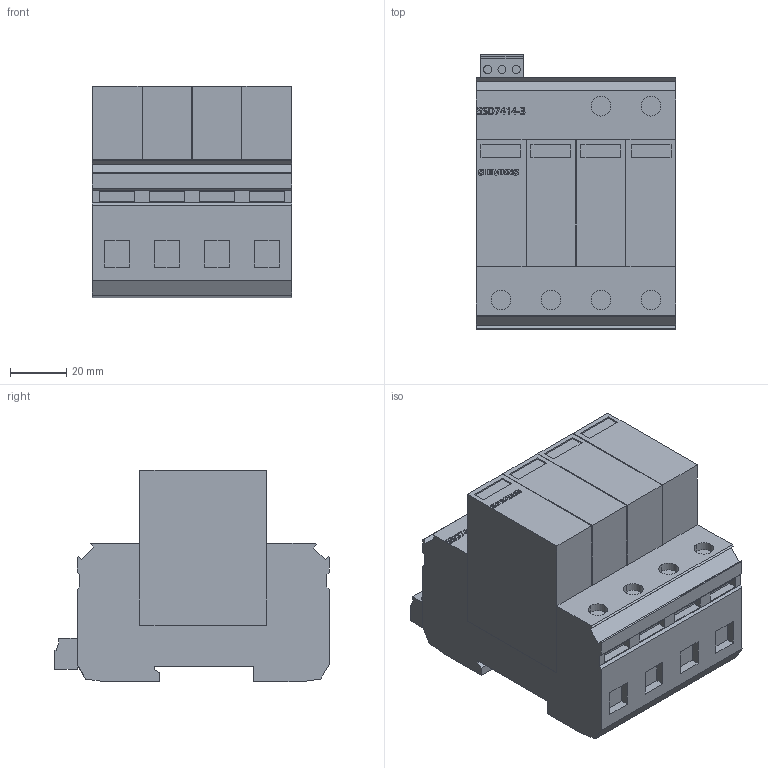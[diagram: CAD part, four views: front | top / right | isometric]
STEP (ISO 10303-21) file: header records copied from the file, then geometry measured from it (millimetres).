
FILE_DESCRIPTION(('STEP AP214'),'1');
FILE_NAME('cctmp_CF7358E2-9FA5-47FB-934B-D8273882B03D_2023_07_21_23_20_59_0595..stp','2023-07-21T21:20:59',('SIEMENS A&D'),('CADClick - www.CADClick.com'),'Spatial InterOp 3D postprocessed',' ','unknown authorization');
FILE_SCHEMA(('AUTOMOTIVE_DESIGN'));
Length unit declared in the file: millimetre
Products named in the file (1): 2023_07_21_23_20_59_0575
Bounding box: 71 x 97.8 x 75.5 mm (x, y, z)
Volume: 375746.4 mm3; surface area: 44354.2 mm2
Topology: 1 solids, 1 shells, 358 faces, 911 edges, 606 vertices
Faces by surface type: plane 317, extrusion 23, cylinder 18
Entity records: 12559 total; most frequent: CARTESIAN_POINT 3265, ORIENTED_EDGE 1822, DIRECTION 1368, EDGE_CURVE 911, VECTOR 624, VERTEX_POINT 606, LINE 601, EDGE_LOOP 409
